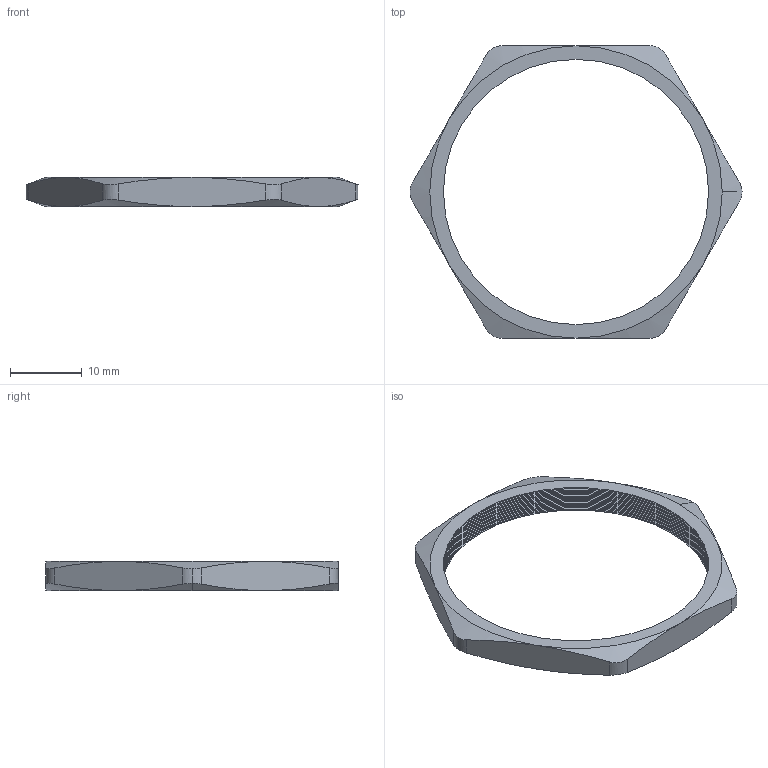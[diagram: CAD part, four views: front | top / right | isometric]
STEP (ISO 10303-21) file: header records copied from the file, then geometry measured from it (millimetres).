
FILE_DESCRIPTION (( 'STEP AP203' ), '1' );
FILE_NAME ('NP-29-BR.STEP', '2008-04-02T05:23:10', ( 'Baystate-05' ), ( 'BayState InfoTech' ), 'SwSTEP 2.0', 'SolidWorks 2007', '' );
FILE_SCHEMA (( 'CONFIG_CONTROL_DESIGN' ));
Length unit declared in the file: inch
Products named in the file (1): NP-29-BR
Bounding box: 46.43 x 40.89 x 4.06 mm (x, y, z)
Volume: 1261.4 mm3; surface area: 2131.6 mm2
Topology: 1 solids, 1 shells, 107 faces, 226 edges, 121 vertices
Faces by surface type: cone 92, plane 8, cylinder 7
Entity records: 3018 total; most frequent: CARTESIAN_POINT 686, DIRECTION 497, ORIENTED_EDGE 452, EDGE_CURVE 226, AXIS2_PLACEMENT_3D 202, VERTEX_POINT 121, EDGE_LOOP 109, ADVANCED_FACE 107
